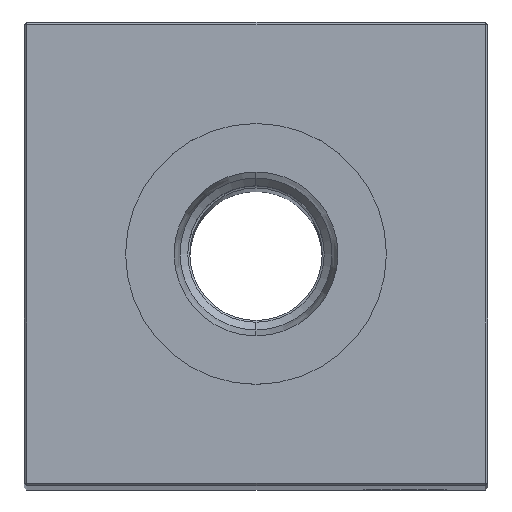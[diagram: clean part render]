
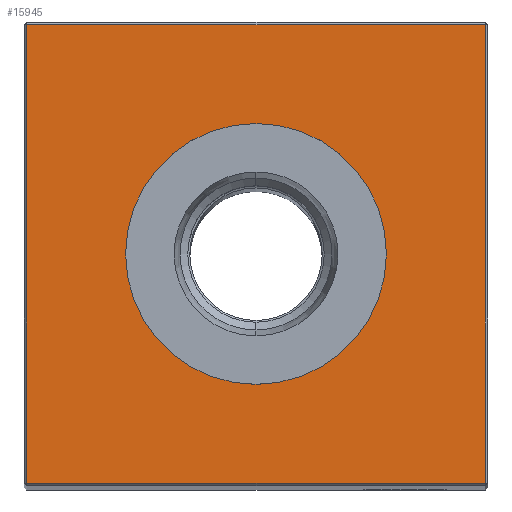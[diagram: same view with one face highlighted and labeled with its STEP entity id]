
A CAD part, top view. The second image highlights one B-rep face of the part: STEP entity #15945.
In plain terms, the highlighted planar face has unit normal (0, 0, 1).
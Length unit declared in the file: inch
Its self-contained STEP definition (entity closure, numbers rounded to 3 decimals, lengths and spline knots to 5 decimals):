
#12 = CARTESIAN_POINT ( 'NONE',  ( 0., 0., 9. ) ) ;
#436 = ORIENTED_EDGE ( 'NONE', *, *, #20680, .T. ) ;
#815 = VERTEX_POINT ( 'NONE', #8142 ) ;
#1108 = CARTESIAN_POINT ( 'NONE',  ( 0.865, -0.865, 9. ) ) ;
#1121 = VERTEX_POINT ( 'NONE', #13978 ) ;
#1253 = ORIENTED_EDGE ( 'NONE', *, *, #1330, .T. ) ;
#1330 = EDGE_CURVE ( 'NONE', #7720, #815, #10618, .T. ) ;
#2061 = ORIENTED_EDGE ( 'NONE', *, *, #12965, .T. ) ;
#2360 = DIRECTION ( 'NONE',  ( 0., -1., 0. ) ) ;
#2889 = DIRECTION ( 'NONE',  ( 0., 0., -1. ) ) ;
#3592 = EDGE_CURVE ( 'NONE', #5977, #17944, #10287, .T. ) ;
#4087 = CARTESIAN_POINT ( 'NONE',  ( -0.865, 0.865, 9. ) ) ;
#5114 = VECTOR ( 'NONE', #19424, 39.37008 ) ;
#5321 = PLANE ( 'NONE',  #23119 ) ;
#5446 = FACE_OUTER_BOUND ( 'NONE', #14052, .T. ) ;
#5886 = EDGE_LOOP ( 'NONE', ( #1253, #19859 ) ) ;
#5977 = VERTEX_POINT ( 'NONE', #4087 ) ;
#5993 = DIRECTION ( 'NONE',  ( -1., 0., 0. ) ) ;
#6181 = LINE ( 'NONE', #11905, #20576 ) ;
#6789 = CARTESIAN_POINT ( 'NONE',  ( 0., 0., 9. ) ) ;
#7135 = DIRECTION ( 'NONE',  ( -1., 0., 0. ) ) ;
#7396 = FACE_BOUND ( 'NONE', #5886, .T. ) ;
#7720 = VERTEX_POINT ( 'NONE', #8073 ) ;
#8073 = CARTESIAN_POINT ( 'NONE',  ( 0., 0.49213, 9. ) ) ;
#8142 = CARTESIAN_POINT ( 'NONE',  ( 0., -0.49213, 9. ) ) ;
#8188 = DIRECTION ( 'NONE',  ( 0., 0., -1. ) ) ;
#9192 = LINE ( 'NONE', #17609, #5114 ) ;
#9212 = LINE ( 'NONE', #24996, #13401 ) ;
#10287 = LINE ( 'NONE', #23875, #24188 ) ;
#10618 = CIRCLE ( 'NONE', #16840, 0.49213 ) ;
#11905 = CARTESIAN_POINT ( 'NONE',  ( 0., -0.865, 9. ) ) ;
#12502 = DIRECTION ( 'NONE',  ( -1., 0., 0. ) ) ;
#12962 = ORIENTED_EDGE ( 'NONE', *, *, #18831, .T. ) ;
#12965 = EDGE_CURVE ( 'NONE', #17944, #13053, #6181, .T. ) ;
#13053 = VERTEX_POINT ( 'NONE', #1108 ) ;
#13401 = VECTOR ( 'NONE', #15189, 39.37008 ) ;
#13978 = CARTESIAN_POINT ( 'NONE',  ( 0.865, 0.865, 9. ) ) ;
#13979 = DIRECTION ( 'NONE',  ( 1., 0., 0. ) ) ;
#14052 = EDGE_LOOP ( 'NONE', ( #22389, #2061, #436, #12962 ) ) ;
#15189 = DIRECTION ( 'NONE',  ( -1., 0., 0. ) ) ;
#15290 = AXIS2_PLACEMENT_3D ( 'NONE', #6789, #2889, #12502 ) ;
#15312 = DIRECTION ( 'NONE',  ( 0., 0., -1. ) ) ;
#15945 = ADVANCED_FACE ( 'NONE', ( #5446, #7396 ), #5321, .F. ) ;
#16212 = EDGE_CURVE ( 'NONE', #815, #7720, #21065, .T. ) ;
#16310 = CARTESIAN_POINT ( 'NONE',  ( -0.865, -0.865, 9. ) ) ;
#16840 = AXIS2_PLACEMENT_3D ( 'NONE', #12, #8188, #5993 ) ;
#17609 = CARTESIAN_POINT ( 'NONE',  ( 0.865, 0., 9. ) ) ;
#17944 = VERTEX_POINT ( 'NONE', #16310 ) ;
#18831 = EDGE_CURVE ( 'NONE', #1121, #5977, #9212, .T. ) ;
#19182 = CARTESIAN_POINT ( 'NONE',  ( 0., 0., 9. ) ) ;
#19424 = DIRECTION ( 'NONE',  ( 0., 1., 0. ) ) ;
#19859 = ORIENTED_EDGE ( 'NONE', *, *, #16212, .T. ) ;
#20576 = VECTOR ( 'NONE', #13979, 39.37008 ) ;
#20680 = EDGE_CURVE ( 'NONE', #13053, #1121, #9192, .T. ) ;
#21065 = CIRCLE ( 'NONE', #15290, 0.49213 ) ;
#22389 = ORIENTED_EDGE ( 'NONE', *, *, #3592, .T. ) ;
#23119 = AXIS2_PLACEMENT_3D ( 'NONE', #19182, #15312, #7135 ) ;
#23875 = CARTESIAN_POINT ( 'NONE',  ( -0.865, 0., 9. ) ) ;
#24188 = VECTOR ( 'NONE', #2360, 39.37008 ) ;
#24996 = CARTESIAN_POINT ( 'NONE',  ( 0., 0.865, 9. ) ) ;
